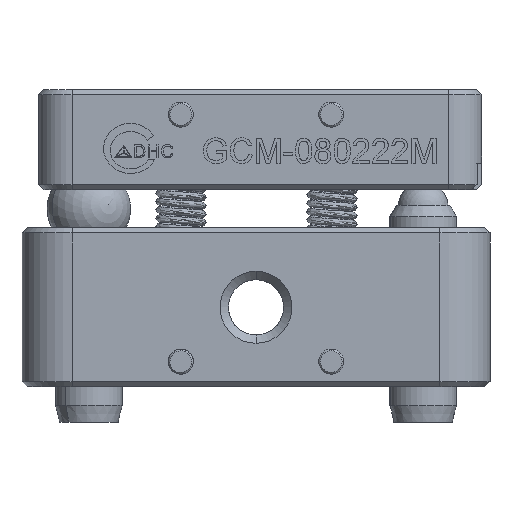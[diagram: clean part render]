
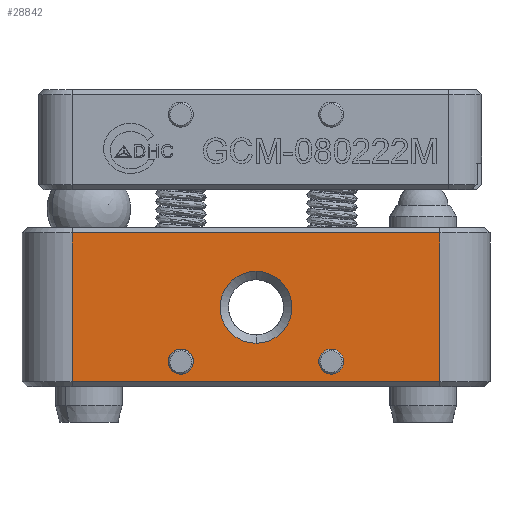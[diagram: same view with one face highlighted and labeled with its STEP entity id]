
A CAD part, front view. The second image highlights one B-rep face of the part: STEP entity #28842.
In plain terms, the highlighted planar face has unit normal (0, -1, 0).
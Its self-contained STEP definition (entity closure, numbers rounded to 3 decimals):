
#753 = FACE_BOUND ( 'NONE', #827, .T. ) ;
#827 = EDGE_LOOP ( 'NONE', ( #2354, #23993 ) ) ;
#973 = DIRECTION ( 'NONE',  ( 0., 0., -1. ) ) ;
#1483 = VERTEX_POINT ( 'NONE', #1697 ) ;
#1697 = CARTESIAN_POINT ( 'NONE',  ( 40.998, -6.131, -35.727 ) ) ;
#2076 = EDGE_CURVE ( 'NONE', #1483, #9543, #18874, .T. ) ;
#2332 = DIRECTION ( 'NONE',  ( 0., -1., 0. ) ) ;
#2354 = ORIENTED_EDGE ( 'NONE', *, *, #15188, .F. ) ;
#2615 = CARTESIAN_POINT ( 'NONE',  ( 47.498, -6.131, -28.477 ) ) ;
#2828 = LINE ( 'NONE', #2615, #17429 ) ;
#2918 = CARTESIAN_POINT ( 'NONE',  ( 25.498, -6.131, -37.977 ) ) ;
#3164 = CARTESIAN_POINT ( 'NONE',  ( 36.498, -6.131, -33.227 ) ) ;
#4803 = VERTEX_POINT ( 'NONE', #37105 ) ;
#5465 = CARTESIAN_POINT ( 'NONE',  ( 25.498, -6.131, -28.777 ) ) ;
#5660 = DIRECTION ( 'NONE',  ( 0., 0., 1. ) ) ;
#5823 = DIRECTION ( 'NONE',  ( 0., 0., -1. ) ) ;
#6084 = DIRECTION ( 'NONE',  ( 0., 0., 1. ) ) ;
#6493 = VERTEX_POINT ( 'NONE', #26686 ) ;
#6654 = FACE_OUTER_BOUND ( 'NONE', #19482, .T. ) ;
#6665 = ORIENTED_EDGE ( 'NONE', *, *, #19351, .T. ) ;
#7268 = CARTESIAN_POINT ( 'NONE',  ( 40.998, -6.131, -37.227 ) ) ;
#7480 = VERTEX_POINT ( 'NONE', #5465 ) ;
#9108 = CARTESIAN_POINT ( 'NONE',  ( 25.498, -6.131, -28.777 ) ) ;
#9468 = AXIS2_PLACEMENT_3D ( 'NONE', #35857, #18465, #973 ) ;
#9543 = VERTEX_POINT ( 'NONE', #7268 ) ;
#10553 = EDGE_CURVE ( 'NONE', #11528, #14807, #34755, .T. ) ;
#10784 = CIRCLE ( 'NONE', #9468, 0.75 ) ;
#11419 = PLANE ( 'NONE',  #27662 ) ;
#11528 = VERTEX_POINT ( 'NONE', #19979 ) ;
#12933 = DIRECTION ( 'NONE',  ( 0., 1., 0. ) ) ;
#13197 = ORIENTED_EDGE ( 'NONE', *, *, #23462, .T. ) ;
#14114 = VECTOR ( 'NONE', #5823, 1000. ) ;
#14337 = DIRECTION ( 'NONE',  ( 0., 0., 1. ) ) ;
#14414 = FACE_BOUND ( 'NONE', #28637, .T. ) ;
#14643 = CARTESIAN_POINT ( 'NONE',  ( 47.498, -6.131, -28.777 ) ) ;
#14691 = CIRCLE ( 'NONE', #16400, 0.75 ) ;
#14807 = VERTEX_POINT ( 'NONE', #31103 ) ;
#15049 = DIRECTION ( 'NONE',  ( 0., -1., 0. ) ) ;
#15188 = EDGE_CURVE ( 'NONE', #18866, #16215, #14691, .T. ) ;
#15529 = CIRCLE ( 'NONE', #28416, 0.75 ) ;
#15742 = ORIENTED_EDGE ( 'NONE', *, *, #33337, .F. ) ;
#16215 = VERTEX_POINT ( 'NONE', #33818 ) ;
#16300 = AXIS2_PLACEMENT_3D ( 'NONE', #22757, #35568, #21602 ) ;
#16340 = CARTESIAN_POINT ( 'NONE',  ( 22.498, -6.131, -37.677 ) ) ;
#16400 = AXIS2_PLACEMENT_3D ( 'NONE', #32487, #15049, #35402 ) ;
#16563 = EDGE_CURVE ( 'NONE', #14807, #28005, #2828, .T. ) ;
#17429 = VECTOR ( 'NONE', #14337, 1000. ) ;
#18027 = AXIS2_PLACEMENT_3D ( 'NONE', #3164, #23572, #6084 ) ;
#18465 = DIRECTION ( 'NONE',  ( 0., -1., 0. ) ) ;
#18866 = VERTEX_POINT ( 'NONE', #21858 ) ;
#18874 = CIRCLE ( 'NONE', #16300, 0.75 ) ;
#19287 = DIRECTION ( 'NONE',  ( 1., 0., 0. ) ) ;
#19332 = VECTOR ( 'NONE', #19287, 1000. ) ;
#19351 = EDGE_CURVE ( 'NONE', #28005, #7480, #28280, .T. ) ;
#19482 = EDGE_LOOP ( 'NONE', ( #23954, #6665, #13197, #23372 ) ) ;
#19793 = CARTESIAN_POINT ( 'NONE',  ( 40.998, -6.131, -36.477 ) ) ;
#19979 = CARTESIAN_POINT ( 'NONE',  ( 25.498, -6.131, -37.677 ) ) ;
#20209 = CARTESIAN_POINT ( 'NONE',  ( 22.498, -6.131, -28.477 ) ) ;
#20845 = DIRECTION ( 'NONE',  ( -1., 0., 0. ) ) ;
#21602 = DIRECTION ( 'NONE',  ( 0., 0., -1. ) ) ;
#21858 = CARTESIAN_POINT ( 'NONE',  ( 31.998, -6.131, -37.227 ) ) ;
#22188 = FACE_BOUND ( 'NONE', #26838, .T. ) ;
#22711 = DIRECTION ( 'NONE',  ( 0., 0., -1. ) ) ;
#22757 = CARTESIAN_POINT ( 'NONE',  ( 40.998, -6.131, -36.477 ) ) ;
#23142 = DIRECTION ( 'NONE',  ( 0., 1., 0. ) ) ;
#23372 = ORIENTED_EDGE ( 'NONE', *, *, #10553, .T. ) ;
#23462 = EDGE_CURVE ( 'NONE', #7480, #11528, #29586, .T. ) ;
#23572 = DIRECTION ( 'NONE',  ( 0., 1., 0. ) ) ;
#23954 = ORIENTED_EDGE ( 'NONE', *, *, #16563, .T. ) ;
#23993 = ORIENTED_EDGE ( 'NONE', *, *, #37797, .F. ) ;
#24258 = AXIS2_PLACEMENT_3D ( 'NONE', #30344, #12933, #33280 ) ;
#25555 = VECTOR ( 'NONE', #20845, 1000. ) ;
#25593 = ORIENTED_EDGE ( 'NONE', *, *, #30006, .T. ) ;
#26535 = CIRCLE ( 'NONE', #24258, 2.15 ) ;
#26686 = CARTESIAN_POINT ( 'NONE',  ( 36.498, -6.131, -31.077 ) ) ;
#26838 = EDGE_LOOP ( 'NONE', ( #33310, #25593 ) ) ;
#27662 = AXIS2_PLACEMENT_3D ( 'NONE', #20209, #23142, #5660 ) ;
#28005 = VERTEX_POINT ( 'NONE', #14643 ) ;
#28280 = LINE ( 'NONE', #9108, #25555 ) ;
#28416 = AXIS2_PLACEMENT_3D ( 'NONE', #19793, #2332, #22711 ) ;
#28637 = EDGE_LOOP ( 'NONE', ( #15742, #33077 ) ) ;
#28842 = ADVANCED_FACE ( 'NONE', ( #22188, #753, #14414, #6654 ), #11419, .F. ) ;
#29586 = LINE ( 'NONE', #2918, #14114 ) ;
#29893 = CIRCLE ( 'NONE', #18027, 2.15 ) ;
#30006 = EDGE_CURVE ( 'NONE', #6493, #4803, #26535, .T. ) ;
#30344 = CARTESIAN_POINT ( 'NONE',  ( 36.498, -6.131, -33.227 ) ) ;
#31103 = CARTESIAN_POINT ( 'NONE',  ( 47.498, -6.131, -37.677 ) ) ;
#32487 = CARTESIAN_POINT ( 'NONE',  ( 31.998, -6.131, -36.477 ) ) ;
#33077 = ORIENTED_EDGE ( 'NONE', *, *, #2076, .F. ) ;
#33280 = DIRECTION ( 'NONE',  ( 0., 0., 1. ) ) ;
#33310 = ORIENTED_EDGE ( 'NONE', *, *, #37429, .T. ) ;
#33337 = EDGE_CURVE ( 'NONE', #9543, #1483, #15529, .T. ) ;
#33818 = CARTESIAN_POINT ( 'NONE',  ( 31.998, -6.131, -35.727 ) ) ;
#34755 = LINE ( 'NONE', #16340, #19332 ) ;
#35402 = DIRECTION ( 'NONE',  ( 0., 0., -1. ) ) ;
#35568 = DIRECTION ( 'NONE',  ( 0., -1., 0. ) ) ;
#35857 = CARTESIAN_POINT ( 'NONE',  ( 31.998, -6.131, -36.477 ) ) ;
#37105 = CARTESIAN_POINT ( 'NONE',  ( 36.498, -6.131, -35.377 ) ) ;
#37429 = EDGE_CURVE ( 'NONE', #4803, #6493, #29893, .T. ) ;
#37797 = EDGE_CURVE ( 'NONE', #16215, #18866, #10784, .T. ) ;
